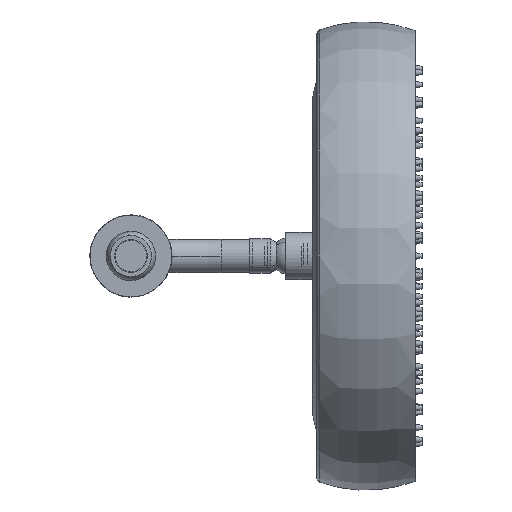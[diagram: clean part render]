
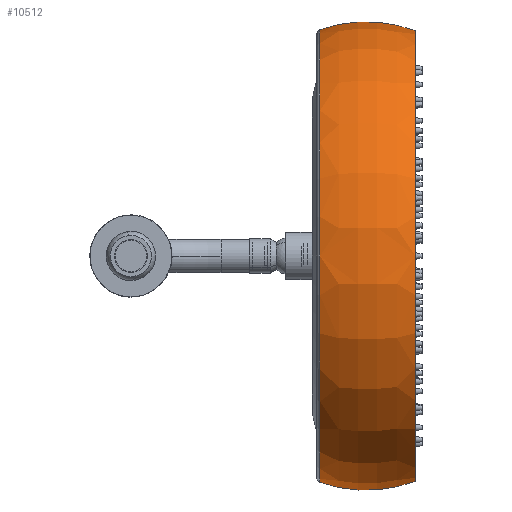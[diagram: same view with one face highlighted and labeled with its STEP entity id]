
A CAD part, left-side view. The second image highlights one B-rep face of the part: STEP entity #10512.
In plain terms, the highlighted toroidal (fillet/blend) face has major radius 63.441 mm and minor radius 92.565 mm.
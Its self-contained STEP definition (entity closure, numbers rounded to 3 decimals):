
#64 = CIRCLE ( 'NONE', #7797, 150.732 ) ;
#425 = DIRECTION ( 'NONE',  ( 0., 0., 1. ) ) ;
#1508 = ORIENTED_EDGE ( 'NONE', *, *, #9735, .F. ) ;
#2002 = CARTESIAN_POINT ( 'NONE',  ( 0., 32.8, 63.441 ) ) ;
#3419 = DIRECTION ( 'NONE',  ( 0., 0., -1. ) ) ;
#3612 = CARTESIAN_POINT ( 'NONE',  ( 0., 32.8, -63.441 ) ) ;
#3617 = EDGE_CURVE ( 'NONE', #6554, #5747, #10616, .T. ) ;
#4573 = TOROIDAL_SURFACE ( 'NONE', #16340, 63.441, 92.565 ) ;
#4684 = CARTESIAN_POINT ( 'NONE',  ( 0., 0., -150. ) ) ;
#5089 = ORIENTED_EDGE ( 'NONE', *, *, #3617, .T. ) ;
#5520 = CIRCLE ( 'NONE', #15872, 150. ) ;
#5747 = VERTEX_POINT ( 'NONE', #16410 ) ;
#5787 = EDGE_CURVE ( 'NONE', #16858, #5747, #64, .T. ) ;
#6554 = VERTEX_POINT ( 'NONE', #13323 ) ;
#7449 = DIRECTION ( 'NONE',  ( 0., 0., 1. ) ) ;
#7797 = AXIS2_PLACEMENT_3D ( 'NONE', #14692, #9405, #10570 ) ;
#9405 = DIRECTION ( 'NONE',  ( 0., 1., 0. ) ) ;
#9735 = EDGE_CURVE ( 'NONE', #12384, #16858, #15189, .T. ) ;
#9919 = DIRECTION ( 'NONE',  ( 0., 1., 0. ) ) ;
#10512 = ADVANCED_FACE ( 'NONE', ( #12528 ), #4573, .T. ) ;
#10570 = DIRECTION ( 'NONE',  ( 0., 0., 1. ) ) ;
#10616 = CIRCLE ( 'NONE', #16922, 92.565 ) ;
#11126 = EDGE_LOOP ( 'NONE', ( #1508, #12688, #5089, #11166 ) ) ;
#11166 = ORIENTED_EDGE ( 'NONE', *, *, #5787, .F. ) ;
#12017 = DIRECTION ( 'NONE',  ( 1., 0., 0. ) ) ;
#12384 = VERTEX_POINT ( 'NONE', #4684 ) ;
#12528 = FACE_OUTER_BOUND ( 'NONE', #11126, .T. ) ;
#12688 = ORIENTED_EDGE ( 'NONE', *, *, #15635, .T. ) ;
#12707 = CARTESIAN_POINT ( 'NONE',  ( 0., 32.8, 0. ) ) ;
#13323 = CARTESIAN_POINT ( 'NONE',  ( 0., 0., 150. ) ) ;
#14220 = CARTESIAN_POINT ( 'NONE',  ( 0., 63.598, -150.732 ) ) ;
#14692 = CARTESIAN_POINT ( 'NONE',  ( 0., 63.598, 0. ) ) ;
#15137 = DIRECTION ( 'NONE',  ( 0., 1., 0. ) ) ;
#15189 = CIRCLE ( 'NONE', #17485, 92.565 ) ;
#15325 = DIRECTION ( 'NONE',  ( 0., 0., 1. ) ) ;
#15635 = EDGE_CURVE ( 'NONE', #12384, #6554, #5520, .T. ) ;
#15872 = AXIS2_PLACEMENT_3D ( 'NONE', #16673, #15137, #15325 ) ;
#16340 = AXIS2_PLACEMENT_3D ( 'NONE', #12707, #9919, #425 ) ;
#16410 = CARTESIAN_POINT ( 'NONE',  ( 0., 63.598, 150.732 ) ) ;
#16673 = CARTESIAN_POINT ( 'NONE',  ( 0., 0., 0. ) ) ;
#16858 = VERTEX_POINT ( 'NONE', #14220 ) ;
#16922 = AXIS2_PLACEMENT_3D ( 'NONE', #2002, #16981, #7449 ) ;
#16981 = DIRECTION ( 'NONE',  ( -1., 0., 0. ) ) ;
#17485 = AXIS2_PLACEMENT_3D ( 'NONE', #3612, #12017, #3419 ) ;
